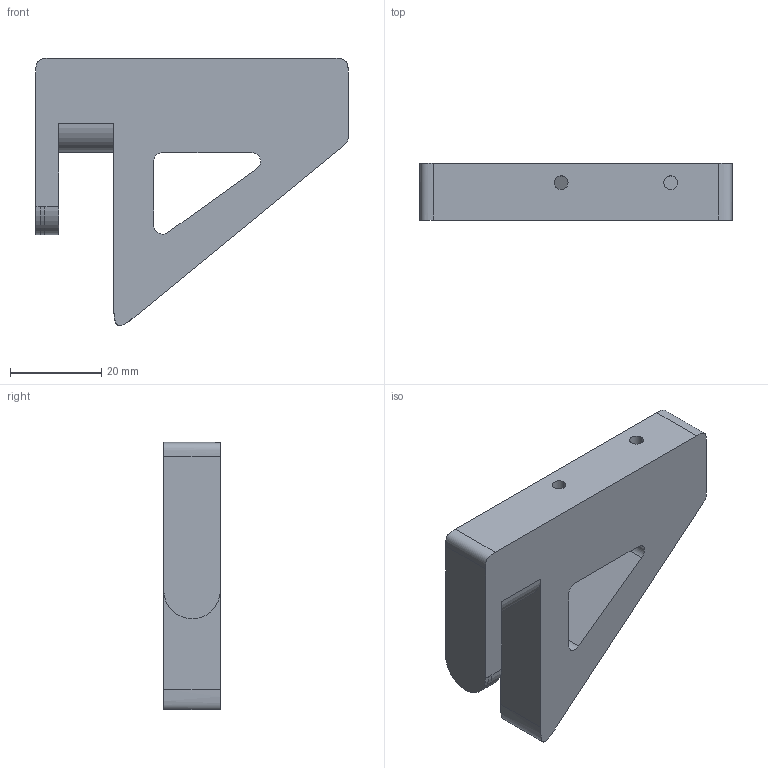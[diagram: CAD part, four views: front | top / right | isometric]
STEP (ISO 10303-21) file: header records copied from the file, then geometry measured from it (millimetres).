
FILE_DESCRIPTION(/* description */ (''),/* implementation_level */ '2;1');
FILE_NAME(/* name */ 'cornerHook',/* time_stamp */ '2025-11-21T14:58:25+03:00',/* author */ (''),/* organization */ (''),/* preprocessor_version */ 'ST-DEVELOPER v19.2',/* originating_system */ 'Rhino 8.1',/* authorisation */ '');
FILE_SCHEMA (('CONFIG_CONTROL_DESIGN'));
Length unit declared in the file: millimetre
Products named in the file (1): Document
Bounding box: 68.49 x 12.4 x 58.56 mm (x, y, z)
Volume: 26684.8 mm3; surface area: 8754.2 mm2
Topology: 1 solids, 1 shells, 31 faces, 82 edges, 54 vertices
Faces by surface type: cylinder 15, plane 12, bspline 4
Entity records: 1109 total; most frequent: CARTESIAN_POINT 355, ORIENTED_EDGE 164, DIRECTION 83, EDGE_CURVE 82, AXIS2_PLACEMENT_3D 55, VERTEX_POINT 54, B_SPLINE_CURVE_WITH_KNOTS 44, EDGE_LOOP 36
